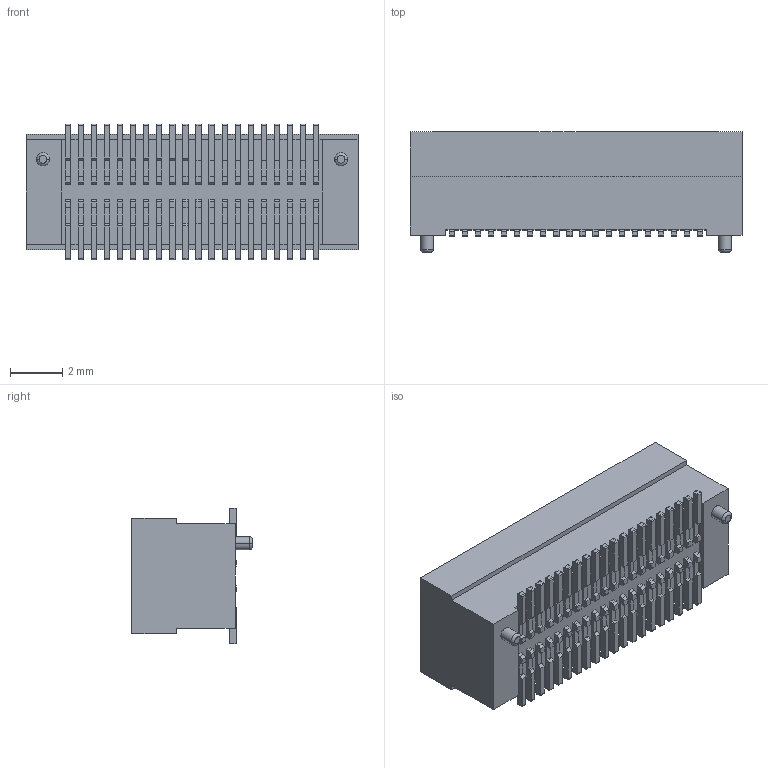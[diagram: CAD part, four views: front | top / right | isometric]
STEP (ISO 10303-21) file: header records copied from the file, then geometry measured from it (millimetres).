
FILE_DESCRIPTION((''),'2;1');
FILE_NAME('ASM0001_ASM','2023-10-30T',('工程三'),(''),'PRO/ENGINEER BY PARAMETRIC TECHNOLOGY CORPORATION, 2010280','PRO/ENGINEER BY PARAMETRIC TECHNOLOGY CORPORATION, 2010280','');
FILE_SCHEMA(('CONFIG_CONTROL_DESIGN'));
Length unit declared in the file: millimetre
Products named in the file (1): ASM0001_ASM
Bounding box: 12.7 x 4.6 x 5.2 mm (x, y, z)
Volume: 166.9 mm3; surface area: 593.2 mm2
Topology: 1 solids, 1 shells, 1582 faces, 4518 edges, 2982 vertices
Faces by surface type: plane 1494, cylinder 84, torus 4
Entity records: 50558 total; most frequent: CARTESIAN_POINT 9082, ORIENTED_EDGE 9036, DIRECTION 7860, EDGE_CURVE 4518, VECTOR 4340, LINE 4340, VERTEX_POINT 2982, AXIS2_PLACEMENT_3D 1760
